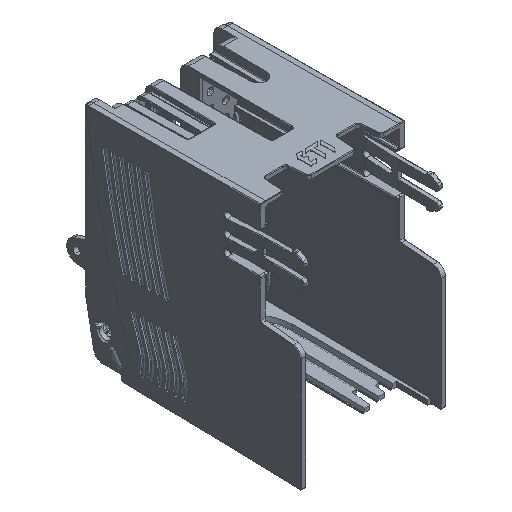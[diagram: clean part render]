
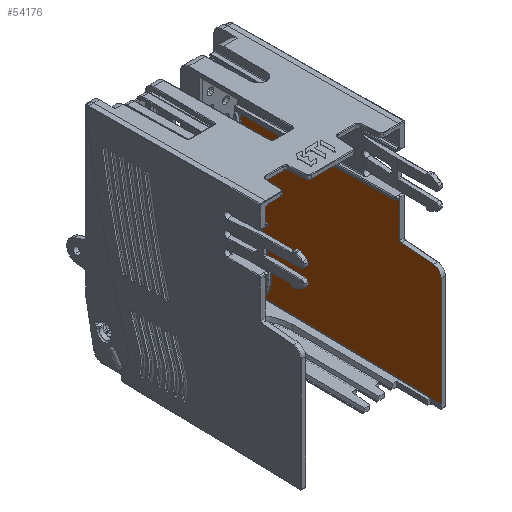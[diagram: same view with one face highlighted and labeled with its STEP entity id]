
A CAD part, isometric view. The second image highlights one B-rep face of the part: STEP entity #54176.
In plain terms, the highlighted planar face has unit normal (1, 0.009, 0).
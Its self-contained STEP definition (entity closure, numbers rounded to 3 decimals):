
#12408=CARTESIAN_POINT('',(27.047,-59.1,
10.799));
#12409=CARTESIAN_POINT('',(27.047,-59.07,
10.782));
#12410=CARTESIAN_POINT('',(27.046,-59.006,
10.755));
#12411=CARTESIAN_POINT('',(27.046,-58.936,
10.745));
#12412=CARTESIAN_POINT('',(27.045,-58.902,
10.745));
#12417=DIRECTION('',(-0.009,1.,-0.009));
#12418=VECTOR('',#12417,56.97);
#12419=CARTESIAN_POINT('',(27.045,-58.902,
10.745));
#12420=LINE('',#12419,#12418);
#12424=CARTESIAN_POINT('',(26.548,-1.937,
10.248));
#12425=CARTESIAN_POINT('',(26.556,-2.842,
5.446));
#12426=CARTESIAN_POINT('',(26.574,-4.863,
-4.105));
#12427=CARTESIAN_POINT('',(26.606,-8.527,
-18.295));
#12428=CARTESIAN_POINT('',(26.631,-11.382,
-27.631));
#12429=CARTESIAN_POINT('',(26.644,-12.914,
-32.271));
#12434=CARTESIAN_POINT('',(26.538,-1.043,
-36.189));
#12435=DIRECTION('',(1.,0.009,0.));
#12436=DIRECTION('',(0.008,-0.95,0.313));
#12437=AXIS2_PLACEMENT_3D('',#12434,#12435,#12436);
#12442=DIRECTION('',(0.009,-1.,-0.026));
#12443=VECTOR('',#12442,59.167);
#12444=CARTESIAN_POINT('',(26.627,-11.057,
-43.674));
#12445=LINE('',#12444,#12443);
#12449=DIRECTION('',(0.009,-1.,-0.026));
#12450=VECTOR('',#12449,3.601);
#12451=CARTESIAN_POINT('',(27.144,-70.2,
-45.439));
#12452=LINE('',#12451,#12450);
#12490=DIRECTION('',(0.,0.,-1.));
#12491=VECTOR('',#12490,12.719);
#12492=CARTESIAN_POINT('',(27.047,-59.1,
10.799));
#12493=LINE('',#12492,#12491);
#17994=CARTESIAN_POINT('',(27.047,-59.1,
-1.92));
#17995=CARTESIAN_POINT('',(27.047,-59.1,
-1.984));
#17996=CARTESIAN_POINT('',(27.047,-59.123,
-2.104));
#17997=CARTESIAN_POINT('',(27.048,-59.222,
-2.266));
#17998=CARTESIAN_POINT('',(27.049,-59.375,
-2.379));
#17999=CARTESIAN_POINT('',(27.05,-59.492,
-2.412));
#18000=CARTESIAN_POINT('',(27.051,-59.556,
-2.418));
#18012=DIRECTION('',(0.009,-0.996,-0.087));
#18013=VECTOR('',#18012,11.549);
#18014=CARTESIAN_POINT('',(27.051,-59.556,
-2.418));
#18015=LINE('',#18014,#18013);
#18026=CARTESIAN_POINT('',(27.151,-71.061,
-3.425));
#18027=CARTESIAN_POINT('',(27.154,-71.313,
-3.447));
#18028=CARTESIAN_POINT('',(27.158,-71.793,
-3.55));
#18029=CARTESIAN_POINT('',(27.164,-72.466,
-3.881));
#18030=CARTESIAN_POINT('',(27.169,-73.034,
-4.366));
#18031=CARTESIAN_POINT('',(27.172,-73.468,
-4.974));
#18032=CARTESIAN_POINT('',(27.175,-73.739,
-5.674));
#18033=CARTESIAN_POINT('',(27.175,-73.8,
-6.161));
#18034=CARTESIAN_POINT('',(27.175,-73.8,
-6.413));
#18053=DIRECTION('',(0.,0.,-1.));
#18054=VECTOR('',#18053,39.12);
#18055=CARTESIAN_POINT('',(27.175,-73.8,
-6.413));
#18056=LINE('',#18055,#18054);
#18105=DIRECTION('',(0.,0.,1.));
#18106=VECTOR('',#18105,0.202);
#18107=CARTESIAN_POINT('',(27.144,-70.2,
-45.439));
#18108=LINE('',#18107,#18106);
#38450=CARTESIAN_POINT('',(27.144,-70.2,
-45.439));
#38451=CARTESIAN_POINT('',(27.144,-70.2,
-45.237));
#38452=VERTEX_POINT('',#38450);
#38453=VERTEX_POINT('',#38451);
#38456=VERTEX_POINT('',#12408);
#38457=VERTEX_POINT('',#12412);
#38458=CARTESIAN_POINT('',(26.548,-1.937,
10.248));
#38459=VERTEX_POINT('',#38458);
#38460=VERTEX_POINT('',#12429);
#38461=CARTESIAN_POINT('',(26.627,-11.052,
-43.679));
#38462=VERTEX_POINT('',#38461);
#38463=CARTESIAN_POINT('',(27.175,-73.8,-45.533));
#38464=VERTEX_POINT('',#38463);
#38465=CARTESIAN_POINT('',(27.175,-73.8,
-6.413));
#38466=VERTEX_POINT('',#38465);
#38467=VERTEX_POINT('',#18026);
#38468=CARTESIAN_POINT('',(27.051,-59.556,
-2.418));
#38469=VERTEX_POINT('',#38468);
#38470=VERTEX_POINT('',#17994);
#54147=CARTESIAN_POINT('',(27.047,-59.1,
15.234));
#54148=DIRECTION('',(1.,0.009,0.));
#54149=DIRECTION('',(0.,0.,-1.));
#54150=AXIS2_PLACEMENT_3D('',#54147,#54148,#54149);
#54151=PLANE('',#54150);
#54153=ORIENTED_EDGE('',*,*,#54152,.T.);
#54155=ORIENTED_EDGE('',*,*,#54154,.T.);
#54156=ORIENTED_EDGE('',*,*,#54102,.T.);
#54157=ORIENTED_EDGE('',*,*,#54124,.T.);
#54159=ORIENTED_EDGE('',*,*,#54158,.T.);
#54161=ORIENTED_EDGE('',*,*,#54160,.F.);
#54163=ORIENTED_EDGE('',*,*,#54162,.T.);
#54165=ORIENTED_EDGE('',*,*,#54164,.F.);
#54167=ORIENTED_EDGE('',*,*,#54166,.F.);
#54169=ORIENTED_EDGE('',*,*,#54168,.F.);
#54171=ORIENTED_EDGE('',*,*,#54170,.F.);
#54173=ORIENTED_EDGE('',*,*,#54172,.F.);
#54174=EDGE_LOOP('',(#54153,#54155,#54156,#54157,#54159,#54161,#54163,#54165,
#54167,#54169,#54171,#54173));
#54175=FACE_OUTER_BOUND('',#54174,.F.);
#12413=B_SPLINE_CURVE_WITH_KNOTS('',3,(#12408,#12409,#12410,#12411,#12412),
.UNSPECIFIED.,.F.,.F.,(4,1,4),(0.,0.5,1.),.UNSPECIFIED.);
#12430=B_SPLINE_CURVE_WITH_KNOTS('',3,(#12424,#12425,#12426,#12427,#12428,
#12429),.UNSPECIFIED.,.F.,.F.,(4,1,1,4),(0.,0.333,
0.667,1.),.UNSPECIFIED.);
#12438=CIRCLE('',#12437,12.501);
#18001=B_SPLINE_CURVE_WITH_KNOTS('',3,(#17994,#17995,#17996,#17997,#17998,
#17999,#18000),.UNSPECIFIED.,.F.,.F.,(4,1,1,1,4),(0.,0.25,0.5,0.75,
1.),.UNSPECIFIED.);
#18035=B_SPLINE_CURVE_WITH_KNOTS('',3,(#18026,#18027,#18028,#18029,#18030,
#18031,#18032,#18033,#18034),.UNSPECIFIED.,.F.,.F.,(4,1,1,1,1,1,4),(0.,
0.167,0.333,0.5,0.667,0.833,
1.),.UNSPECIFIED.);
#54102=EDGE_CURVE('',#38459,#38460,#12430,.T.);
#54124=EDGE_CURVE('',#38460,#38462,#12438,.T.);
#54152=EDGE_CURVE('',#38456,#38457,#12413,.T.);
#54154=EDGE_CURVE('',#38457,#38459,#12420,.T.);
#54158=EDGE_CURVE('',#38462,#38453,#12445,.T.);
#54160=EDGE_CURVE('',#38452,#38453,#18108,.T.);
#54162=EDGE_CURVE('',#38452,#38464,#12452,.T.);
#54164=EDGE_CURVE('',#38466,#38464,#18056,.T.);
#54166=EDGE_CURVE('',#38467,#38466,#18035,.T.);
#54168=EDGE_CURVE('',#38469,#38467,#18015,.T.);
#54170=EDGE_CURVE('',#38470,#38469,#18001,.T.);
#54172=EDGE_CURVE('',#38456,#38470,#12493,.T.);
#54176=ADVANCED_FACE('',(#54175),#54151,.T.);
